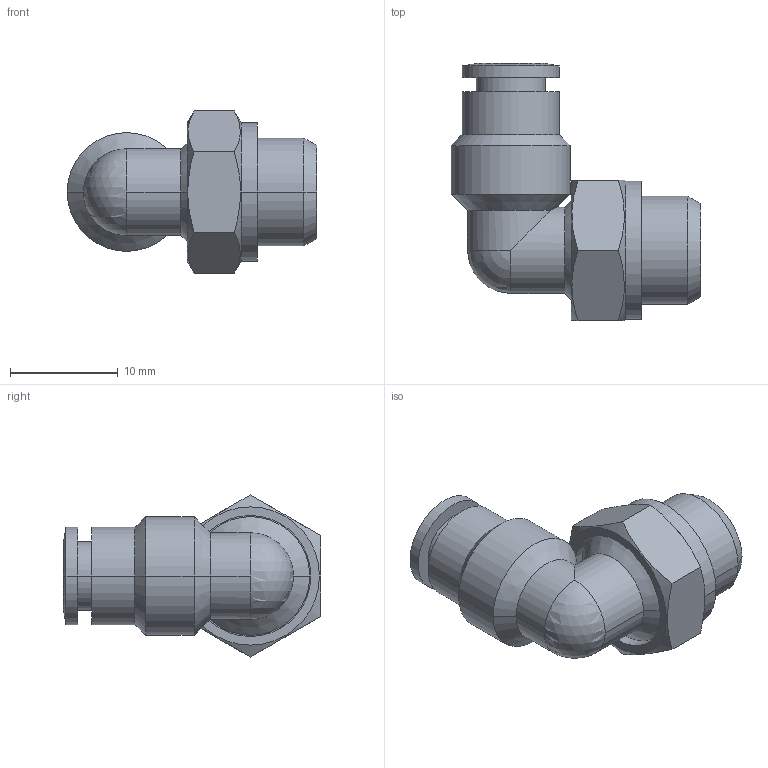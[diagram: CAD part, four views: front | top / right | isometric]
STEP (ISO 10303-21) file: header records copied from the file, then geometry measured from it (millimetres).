
FILE_DESCRIPTION((''),'2;1');
FILE_NAME('220418.stp','2003-05-26T17:01:46',('maffial1'),(''),'Autodesk Inventor (R) 6.0','Autodesk Inventor (R) 6.0','');
FILE_SCHEMA(('AUTOMOTIVE_DESIGN { 1 0 10303 214 1 1 1 1 }'));
Length unit declared in the file: millimetre
Products named in the file (1): 220418
Bounding box: 23.1 x 23.8 x 15.01 mm (x, y, z)
Volume: 2433.4 mm3; surface area: 1881.4 mm2
Topology: 1 solids, 1 shells, 58 faces, 133 edges, 79 vertices
Faces by surface type: cylinder 22, plane 15, cone 14, bspline 6, sphere 1
Entity records: 1722 total; most frequent: CARTESIAN_POINT 428, DIRECTION 281, ORIENTED_EDGE 258, EDGE_CURVE 129, AXIS2_PLACEMENT_3D 117, VERTEX_POINT 79, EDGE_LOOP 66, CIRCLE 60
